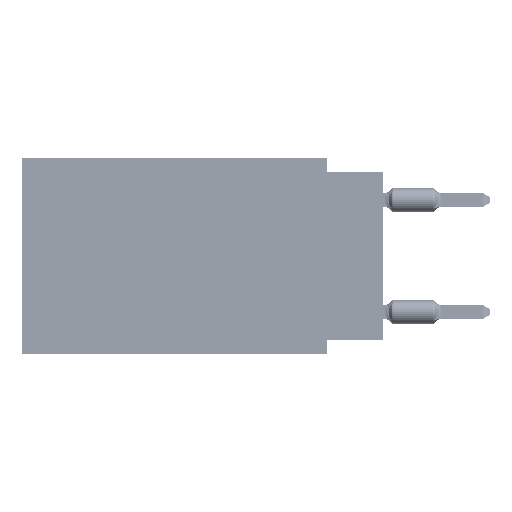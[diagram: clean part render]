
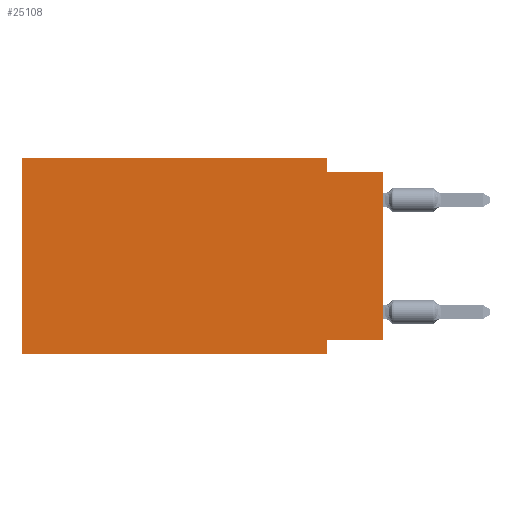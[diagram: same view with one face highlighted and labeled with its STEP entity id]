
A CAD part, left-side view. The second image highlights one B-rep face of the part: STEP entity #25108.
In plain terms, the highlighted planar face has unit normal (-1, 0, 0).
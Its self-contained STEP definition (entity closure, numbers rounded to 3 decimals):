
#744 = AXIS2_PLACEMENT_3D ( 'NONE', #18070, #89339, #47033 ) ;
#751 = VECTOR ( 'NONE', #3450, 1000. ) ;
#883 = VERTEX_POINT ( 'NONE', #55130 ) ;
#3450 = DIRECTION ( 'NONE',  ( 0., 1., 0. ) ) ;
#4453 = ORIENTED_EDGE ( 'NONE', *, *, #61024, .F. ) ;
#4808 = CARTESIAN_POINT ( 'NONE',  ( 0., 2.54, 0. ) ) ;
#5111 = LINE ( 'NONE', #35529, #57297 ) ;
#5776 = EDGE_CURVE ( 'NONE', #78179, #6313, #74067, .T. ) ;
#6313 = VERTEX_POINT ( 'NONE', #56277 ) ;
#9771 = DIRECTION ( 'NONE',  ( 0., -1., 0. ) ) ;
#12889 = LINE ( 'NONE', #4808, #17926 ) ;
#15779 = VERTEX_POINT ( 'NONE', #29409 ) ;
#16741 = ORIENTED_EDGE ( 'NONE', *, *, #5776, .F. ) ;
#17015 = CARTESIAN_POINT ( 'NONE',  ( 0., 2.54, -8.89 ) ) ;
#17926 = VECTOR ( 'NONE', #92699, 1000. ) ;
#18070 = CARTESIAN_POINT ( 'NONE',  ( 0., 16.383, 0. ) ) ;
#21226 = CARTESIAN_POINT ( 'NONE',  ( 0., 16.383, -8.89 ) ) ;
#23839 = VECTOR ( 'NONE', #9771, 1000. ) ;
#25108 = ADVANCED_FACE ( 'NONE', ( #54160 ), #60815, .F. ) ;
#27307 = CARTESIAN_POINT ( 'NONE',  ( 0., 0., -8.255 ) ) ;
#28781 = ORIENTED_EDGE ( 'NONE', *, *, #55044, .T. ) ;
#29139 = EDGE_CURVE ( 'NONE', #41243, #15779, #69984, .T. ) ;
#29409 = CARTESIAN_POINT ( 'NONE',  ( 0., 2.54, 0. ) ) ;
#32283 = EDGE_CURVE ( 'NONE', #883, #41243, #5111, .T. ) ;
#32442 = VERTEX_POINT ( 'NONE', #73968 ) ;
#34759 = LINE ( 'NONE', #80301, #76562 ) ;
#35019 = LINE ( 'NONE', #21226, #68628 ) ;
#35529 = CARTESIAN_POINT ( 'NONE',  ( 0., 16.383, 0. ) ) ;
#38339 = CARTESIAN_POINT ( 'NONE',  ( 0., 2.54, -0.635 ) ) ;
#38571 = ORIENTED_EDGE ( 'NONE', *, *, #57681, .T. ) ;
#40539 = DIRECTION ( 'NONE',  ( 0., -1., 0. ) ) ;
#41243 = VERTEX_POINT ( 'NONE', #67221 ) ;
#42610 = DIRECTION ( 'NONE',  ( 0., -1., 0. ) ) ;
#45421 = CARTESIAN_POINT ( 'NONE',  ( 0., 0., -0.635 ) ) ;
#45476 = EDGE_CURVE ( 'NONE', #15779, #78364, #12889, .T. ) ;
#45983 = DIRECTION ( 'NONE',  ( 0., 0., -1. ) ) ;
#47033 = DIRECTION ( 'NONE',  ( 0., 0., -1. ) ) ;
#48311 = EDGE_LOOP ( 'NONE', ( #38571, #76196, #92405, #68247, #92532, #28781, #16741, #4453 ) ) ;
#54160 = FACE_OUTER_BOUND ( 'NONE', #48311, .T. ) ;
#55044 = EDGE_CURVE ( 'NONE', #883, #6313, #35019, .T. ) ;
#55130 = CARTESIAN_POINT ( 'NONE',  ( 0., 16.383, -8.89 ) ) ;
#56277 = CARTESIAN_POINT ( 'NONE',  ( 0., 2.54, -8.89 ) ) ;
#56563 = DIRECTION ( 'NONE',  ( 0., 0., 1. ) ) ;
#57297 = VECTOR ( 'NONE', #64031, 1000. ) ;
#57681 = EDGE_CURVE ( 'NONE', #71993, #32442, #34759, .T. ) ;
#60815 = PLANE ( 'NONE',  #744 ) ;
#61024 = EDGE_CURVE ( 'NONE', #71993, #78179, #82777, .T. ) ;
#61061 = LINE ( 'NONE', #45421, #23839 ) ;
#61906 = CARTESIAN_POINT ( 'NONE',  ( 0., 16.383, 0. ) ) ;
#63494 = EDGE_CURVE ( 'NONE', #78364, #32442, #61061, .T. ) ;
#64031 = DIRECTION ( 'NONE',  ( 0., 0., 1. ) ) ;
#64331 = VECTOR ( 'NONE', #45983, 1000. ) ;
#67221 = CARTESIAN_POINT ( 'NONE',  ( 0., 16.383, 0. ) ) ;
#68247 = ORIENTED_EDGE ( 'NONE', *, *, #29139, .F. ) ;
#68628 = VECTOR ( 'NONE', #42610, 1000. ) ;
#69984 = LINE ( 'NONE', #61906, #77222 ) ;
#70715 = CARTESIAN_POINT ( 'NONE',  ( 0., 2.54, -8.255 ) ) ;
#71993 = VERTEX_POINT ( 'NONE', #27307 ) ;
#73968 = CARTESIAN_POINT ( 'NONE',  ( 0., 0., -0.635 ) ) ;
#74067 = LINE ( 'NONE', #17015, #64331 ) ;
#75693 = CARTESIAN_POINT ( 'NONE',  ( 0., 0., -8.255 ) ) ;
#76196 = ORIENTED_EDGE ( 'NONE', *, *, #63494, .F. ) ;
#76562 = VECTOR ( 'NONE', #56563, 1000. ) ;
#77222 = VECTOR ( 'NONE', #40539, 1000. ) ;
#78179 = VERTEX_POINT ( 'NONE', #70715 ) ;
#78364 = VERTEX_POINT ( 'NONE', #38339 ) ;
#80301 = CARTESIAN_POINT ( 'NONE',  ( 0., 0., 0. ) ) ;
#82777 = LINE ( 'NONE', #75693, #751 ) ;
#89339 = DIRECTION ( 'NONE',  ( 1., 0., 0. ) ) ;
#92405 = ORIENTED_EDGE ( 'NONE', *, *, #45476, .F. ) ;
#92532 = ORIENTED_EDGE ( 'NONE', *, *, #32283, .F. ) ;
#92699 = DIRECTION ( 'NONE',  ( 0., 0., -1. ) ) ;
